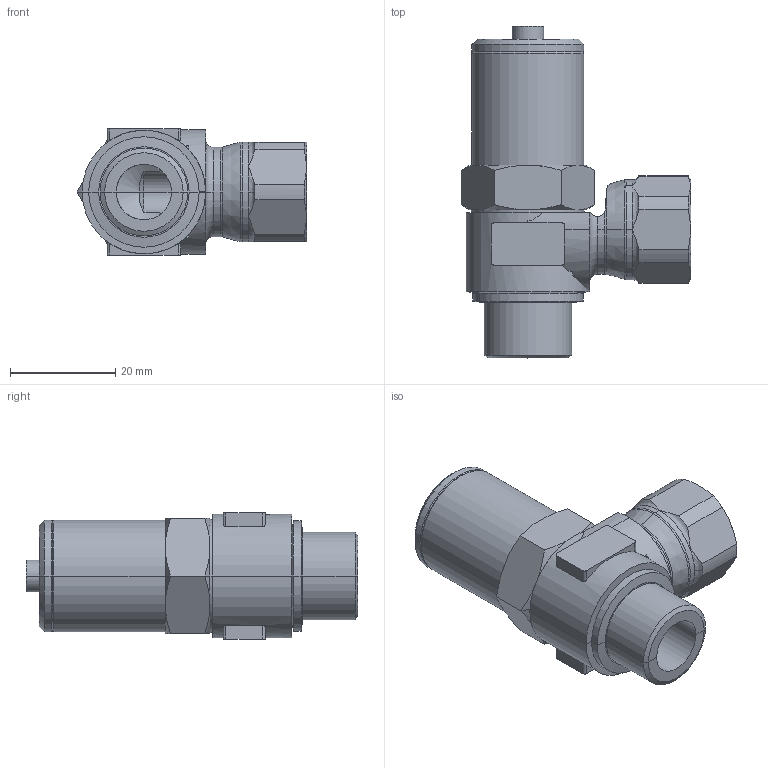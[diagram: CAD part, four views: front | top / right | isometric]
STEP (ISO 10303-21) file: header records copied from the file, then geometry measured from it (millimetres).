
FILE_DESCRIPTION(('STEP AP214'),'1');
FILE_NAME('7871_17_17.stp','2016-07-07T14:54:42',('TraceParts'),('TraceParts S.A.'),'Spatial InterOp 3D',' ',' ');
FILE_SCHEMA(('automotive_design'));
Length unit declared in the file: millimetre
Products named in the file (1): 1
Bounding box: 43.7 x 63.14 x 24 mm (x, y, z)
Volume: 22662.9 mm3; surface area: 8449.8 mm2
Topology: 1 solids, 1 shells, 144 faces, 373 edges, 234 vertices
Faces by surface type: cylinder 48, cone 38, plane 38, torus 16, revolution 4
Entity records: 5508 total; most frequent: CARTESIAN_POINT 2076, ORIENTED_EDGE 742, DIRECTION 713, EDGE_CURVE 371, AXIS2_PLACEMENT_3D 293, VERTEX_POINT 234, CIRCLE 152, EDGE_LOOP 151
